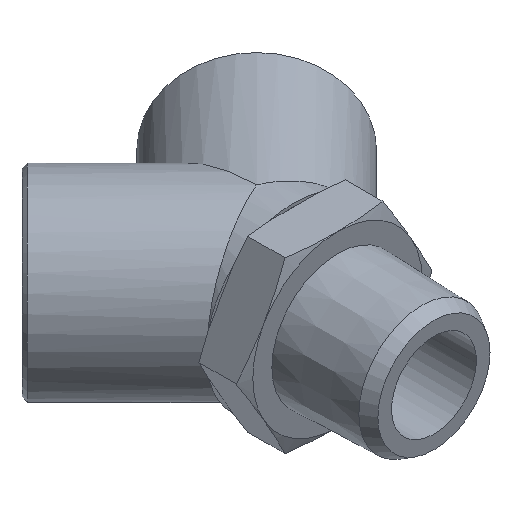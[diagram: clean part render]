
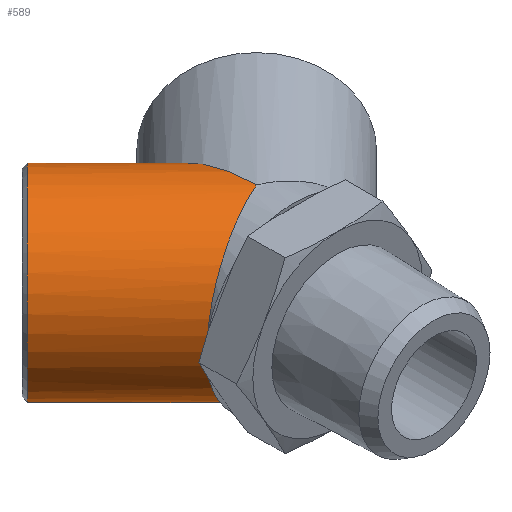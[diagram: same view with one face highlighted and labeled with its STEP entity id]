
A CAD part, isometric view. The second image highlights one B-rep face of the part: STEP entity #589.
In plain terms, the highlighted cylindrical face has radius 11 mm (diameter 22 mm), a full revolution.
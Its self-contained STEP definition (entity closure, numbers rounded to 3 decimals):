
#78=ELLIPSE('',#671,15.556,11.);
#80=ELLIPSE('',#674,11.906,11.);
#213=ORIENTED_EDGE('',*,*,#326,.F.);
#214=ORIENTED_EDGE('',*,*,#329,.F.);
#215=ORIENTED_EDGE('',*,*,#327,.T.);
#326=EDGE_CURVE('',#384,#384,#419,.T.);
#327=EDGE_CURVE('',#385,#386,#78,.T.);
#329=EDGE_CURVE('',#385,#386,#80,.F.);
#384=VERTEX_POINT('',#1087);
#385=VERTEX_POINT('',#1090);
#386=VERTEX_POINT('',#1091);
#419=CIRCLE('',#669,11.);
#468=EDGE_LOOP('',(#213));
#469=EDGE_LOOP('',(#214,#215));
#530=FACE_BOUND('',#468,.T.);
#531=FACE_BOUND('',#469,.T.);
#555=CYLINDRICAL_SURFACE('',#673,11.);
#589=ADVANCED_FACE('',(#530,#531),#555,.T.);
#669=AXIS2_PLACEMENT_3D('',#1086,#818,#819);
#671=AXIS2_PLACEMENT_3D('',#1089,#822,#823);
#673=AXIS2_PLACEMENT_3D('',#1093,#826,#827);
#674=AXIS2_PLACEMENT_3D('',#1094,#828,#829);
#818=DIRECTION('',(-0.707,0.707,0.));
#819=DIRECTION('',(-0.707,-0.707,0.));
#822=DIRECTION('',(-1.,0.,0.));
#823=DIRECTION('',(0.,-1.,0.));
#826=DIRECTION('',(-0.707,0.707,0.));
#827=DIRECTION('',(-0.707,-0.707,0.));
#828=DIRECTION('',(-0.383,0.924,0.));
#829=DIRECTION('',(-0.924,-0.383,0.));
#1086=CARTESIAN_POINT('',(-14.868,14.868,0.));
#1087=CARTESIAN_POINT('',(-22.646,7.09,0.));
#1089=CARTESIAN_POINT('',(0.,0.,0.));
#1090=CARTESIAN_POINT('',(0.,0.,11.));
#1091=CARTESIAN_POINT('',(0.,0.,-11.));
#1093=CARTESIAN_POINT('',(-21.213,21.213,0.));
#1094=CARTESIAN_POINT('',(0.,0.,0.));
